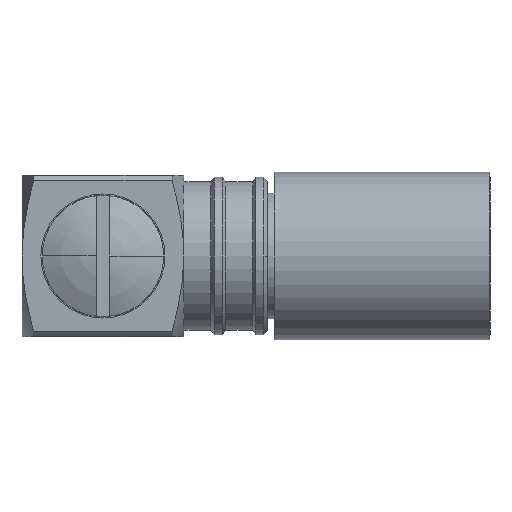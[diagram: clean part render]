
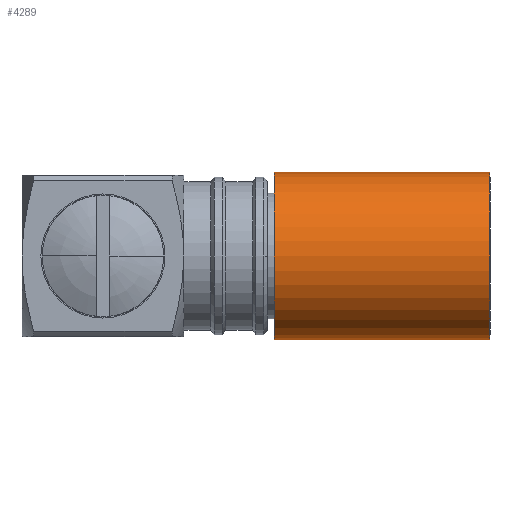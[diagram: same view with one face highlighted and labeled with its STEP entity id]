
A CAD part, left-side view. The second image highlights one B-rep face of the part: STEP entity #4289.
In plain terms, the highlighted cylindrical face has radius 6.2 mm (diameter 12.4 mm), a partial arc.
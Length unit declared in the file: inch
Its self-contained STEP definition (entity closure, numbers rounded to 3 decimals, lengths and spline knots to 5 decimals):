
#311 = CARTESIAN_POINT ( 'NONE',  ( -0.62992, 0.29751, -0.24409 ) ) ;
#357 = DIRECTION ( 'NONE',  ( 0., -1., 0. ) ) ;
#421 = CARTESIAN_POINT ( 'NONE',  ( -0.62992, 0.29751, 0. ) ) ;
#504 = CARTESIAN_POINT ( 'NONE',  ( -0.62992, 0.29751, 0.24409 ) ) ;
#506 = CARTESIAN_POINT ( 'NONE',  ( -0.62992, -0.5, -0.24409 ) ) ;
#790 = CARTESIAN_POINT ( 'NONE',  ( -0.62992, -1.12992, -0.24409 ) ) ;
#950 = EDGE_CURVE ( 'NONE', #1637, #7379, #7551, .T. ) ;
#1083 = ORIENTED_EDGE ( 'NONE', *, *, #7616, .T. ) ;
#1089 = CARTESIAN_POINT ( 'NONE',  ( -0.62992, -0.5, 0. ) ) ;
#1512 = DIRECTION ( 'NONE',  ( 0., 0., -1. ) ) ;
#1520 = EDGE_CURVE ( 'NONE', #2850, #7379, #3591, .T. ) ;
#1637 = VERTEX_POINT ( 'NONE', #790 ) ;
#1992 = VECTOR ( 'NONE', #5418, 39.37008 ) ;
#2684 = EDGE_LOOP ( 'NONE', ( #6744, #5930, #1083, #7533 ) ) ;
#2850 = VERTEX_POINT ( 'NONE', #4731 ) ;
#2906 = DIRECTION ( 'NONE',  ( 0., -1., 0. ) ) ;
#3207 = CARTESIAN_POINT ( 'NONE',  ( -0.62992, -1.12992, 0. ) ) ;
#3472 = EDGE_CURVE ( 'NONE', #2850, #5594, #5345, .T. ) ;
#3591 = LINE ( 'NONE', #504, #1992 ) ;
#3915 = AXIS2_PLACEMENT_3D ( 'NONE', #1089, #7877, #6020 ) ;
#3922 = AXIS2_PLACEMENT_3D ( 'NONE', #3207, #7048, #1512 ) ;
#4289 = ADVANCED_FACE ( 'NONE', ( #7760 ), #5337, .T. ) ;
#4701 = CARTESIAN_POINT ( 'NONE',  ( -0.62992, -1.12992, 0.24409 ) ) ;
#4731 = CARTESIAN_POINT ( 'NONE',  ( -0.62992, -0.5, 0.24409 ) ) ;
#5270 = LINE ( 'NONE', #311, #6696 ) ;
#5337 = CYLINDRICAL_SURFACE ( 'NONE', #7397, 0.24409 ) ;
#5345 = CIRCLE ( 'NONE', #3915, 0.24409 ) ;
#5386 = DIRECTION ( 'NONE',  ( 0., 0., -1. ) ) ;
#5418 = DIRECTION ( 'NONE',  ( 0., -1., 0. ) ) ;
#5594 = VERTEX_POINT ( 'NONE', #506 ) ;
#5930 = ORIENTED_EDGE ( 'NONE', *, *, #3472, .T. ) ;
#6020 = DIRECTION ( 'NONE',  ( 0., 0., -1. ) ) ;
#6696 = VECTOR ( 'NONE', #357, 39.37008 ) ;
#6744 = ORIENTED_EDGE ( 'NONE', *, *, #1520, .F. ) ;
#7048 = DIRECTION ( 'NONE',  ( 0., 1., 0. ) ) ;
#7379 = VERTEX_POINT ( 'NONE', #4701 ) ;
#7397 = AXIS2_PLACEMENT_3D ( 'NONE', #421, #2906, #5386 ) ;
#7533 = ORIENTED_EDGE ( 'NONE', *, *, #950, .T. ) ;
#7551 = CIRCLE ( 'NONE', #3922, 0.24409 ) ;
#7616 = EDGE_CURVE ( 'NONE', #5594, #1637, #5270, .T. ) ;
#7760 = FACE_OUTER_BOUND ( 'NONE', #2684, .T. ) ;
#7877 = DIRECTION ( 'NONE',  ( 0., -1., 0. ) ) ;
